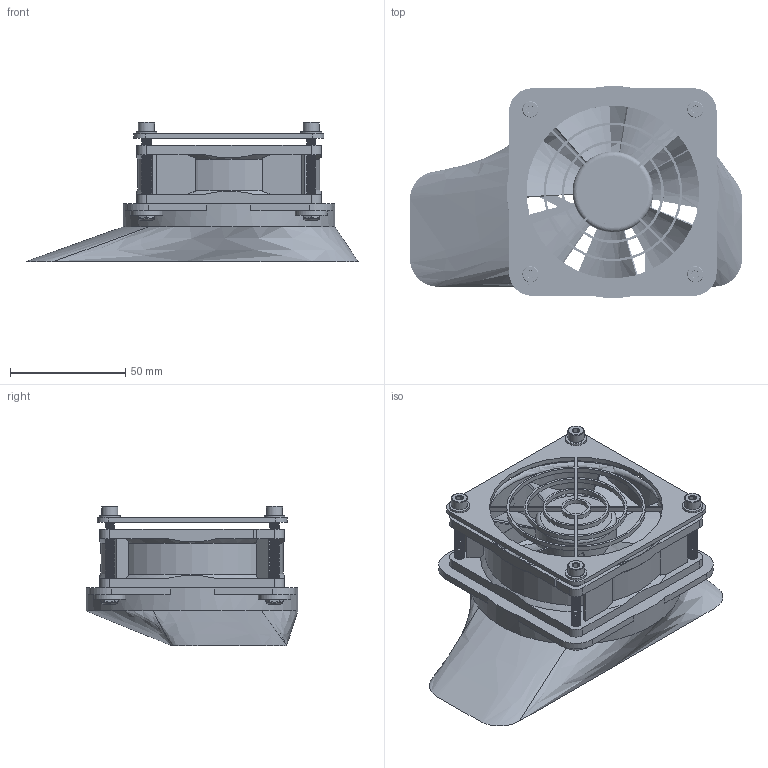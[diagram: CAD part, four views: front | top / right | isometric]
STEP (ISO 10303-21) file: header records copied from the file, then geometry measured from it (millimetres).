
FILE_DESCRIPTION(/* description */ (''),/* implementation_level */ '2;1');
FILE_NAME(/* name */ 'Bed fan assembly.step',/* time_stamp */ '2018-03-31T21:28:43+02:00',/* author */ ('boelle'),/* organization */ (''),/* preprocessor_version */ 'ST-DEVELOPER v16.13',/* originating_system */ 'Autodesk Translation Framework v6.5.0.72',/* authorisation */ '');
FILE_SCHEMA (('AUTOMOTIVE_DESIGN { 1 0 10303 214 3 1 1 }'));
Length unit declared in the file: millimetre
Products named in the file (20): Bed fan assembly; 80mm fan; 1939K33; M4 Lock Nut; M4 Lock Nut_1; M4 Lock Nut_2; M4 Lock Nut_3; 94645A101; M4x35(34); M4x35(34)_1; M4x35(34)_2; M4x35(34)_3; 91290A173; M4 Washer; M4 Washer_1; M4 Washer_2; M4 Washer_3; 98269A430; fan guard; bed fan duct
Assembly tree (28 placements, depth 3):
  Bed fan assembly
    80mm fan
      1939K33
    M4 Lock Nut
      94645A101
    M4 Lock Nut_1
      94645A101
    M4 Lock Nut_2
      94645A101
    M4 Lock Nut_3
      94645A101
    M4x35(34)
      91290A173
    M4x35(34)_1
      91290A173
    M4x35(34)_2
      91290A173
    M4x35(34)_3
      91290A173
    M4 Washer
      98269A430
    M4 Washer_1
      98269A430
    M4 Washer_2
      98269A430
    M4 Washer_3
      98269A430
    fan guard
    bed fan duct
Bounding box: 144 x 91.83 x 60.3 mm (x, y, z)
Volume: 97574.4 mm3; surface area: 78368 mm2
Topology: 20 solids, 20 shells, 1031 faces, 2937 edges, 1953 vertices
Faces by surface type: cylinder 569, plane 265, cone 154, bspline 29, torus 14
Full cylindrical faces by diameter (mm): 3.091 x192, 3.359 x4, 3.441 x20, 4 x216, 4.3 x4, 4.318 x8, 4.346 x4, 4.6 x8, 7 x4, 9 x4, 10.5 x1, 35 x1, 78 x2, 79 x1, 92 x1
Entity records: 26956 total; most frequent: CARTESIAN_POINT 14080, ORIENTED_EDGE 2784, DIRECTION 2441, EDGE_CURVE 1392, VERTEX_POINT 933, AXIS2_PLACEMENT_3D 891, LINE 659, VECTOR 659
